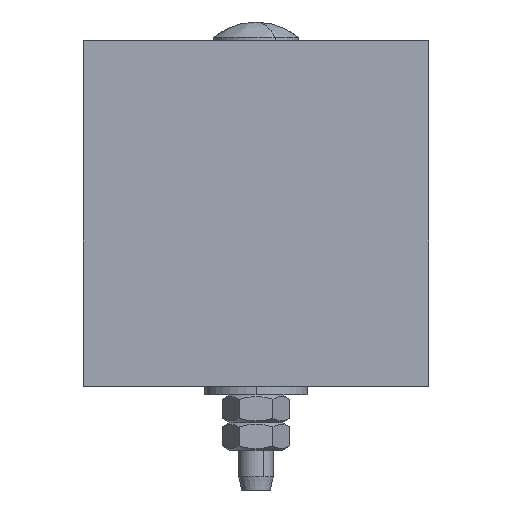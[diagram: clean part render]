
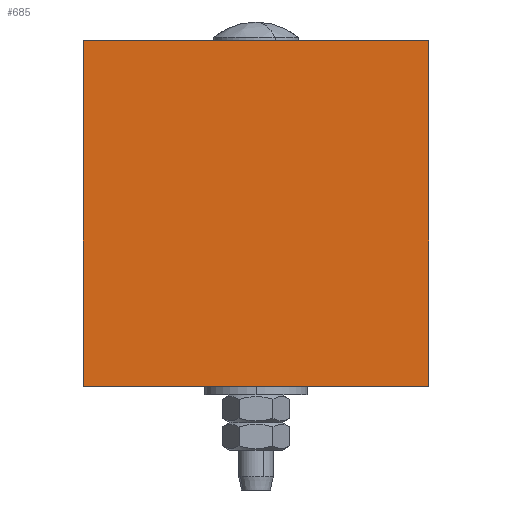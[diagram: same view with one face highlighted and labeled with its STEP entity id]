
A CAD part, front view. The second image highlights one B-rep face of the part: STEP entity #685.
In plain terms, the highlighted planar face has unit normal (0, -1, 0).
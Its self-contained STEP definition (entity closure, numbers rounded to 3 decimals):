
#10 = CARTESIAN_POINT ( 'NONE',  ( -50., 0., -50. ) ) ;
#81 = DIRECTION ( 'NONE',  ( 0., 1., 0. ) ) ;
#347 = PLANE ( 'NONE',  #1296 ) ;
#495 = ORIENTED_EDGE ( 'NONE', *, *, #1799, .F. ) ;
#583 = DIRECTION ( 'NONE',  ( 0., 0., -1. ) ) ;
#685 = ADVANCED_FACE ( 'NONE', ( #2387 ), #347, .F. ) ;
#836 = VERTEX_POINT ( 'NONE', #2820 ) ;
#865 = DIRECTION ( 'NONE',  ( 0., 0., 1. ) ) ;
#927 = VECTOR ( 'NONE', #583, 1000. ) ;
#1000 = LINE ( 'NONE', #2472, #1128 ) ;
#1028 = CARTESIAN_POINT ( 'NONE',  ( -50., 0., 50. ) ) ;
#1056 = ORIENTED_EDGE ( 'NONE', *, *, #1225, .F. ) ;
#1105 = VERTEX_POINT ( 'NONE', #1330 ) ;
#1128 = VECTOR ( 'NONE', #1147, 1000. ) ;
#1147 = DIRECTION ( 'NONE',  ( 1., 0., 0. ) ) ;
#1148 = ORIENTED_EDGE ( 'NONE', *, *, #1508, .F. ) ;
#1202 = CARTESIAN_POINT ( 'NONE',  ( 50., 0., -50. ) ) ;
#1215 = VECTOR ( 'NONE', #2761, 1000. ) ;
#1225 = EDGE_CURVE ( 'NONE', #1917, #2119, #1000, .T. ) ;
#1231 = CARTESIAN_POINT ( 'NONE',  ( 50., 0., 50. ) ) ;
#1296 = AXIS2_PLACEMENT_3D ( 'NONE', #2526, #81, #1614 ) ;
#1330 = CARTESIAN_POINT ( 'NONE',  ( -50., 0., -50. ) ) ;
#1508 = EDGE_CURVE ( 'NONE', #2119, #836, #1953, .T. ) ;
#1614 = DIRECTION ( 'NONE',  ( 0., 0., 1. ) ) ;
#1674 = EDGE_CURVE ( 'NONE', #1105, #1917, #2848, .T. ) ;
#1680 = EDGE_LOOP ( 'NONE', ( #1999, #495, #1148, #1056 ) ) ;
#1788 = LINE ( 'NONE', #1202, #1215 ) ;
#1799 = EDGE_CURVE ( 'NONE', #836, #1105, #1788, .T. ) ;
#1917 = VERTEX_POINT ( 'NONE', #1028 ) ;
#1953 = LINE ( 'NONE', #1231, #927 ) ;
#1999 = ORIENTED_EDGE ( 'NONE', *, *, #1674, .F. ) ;
#2119 = VERTEX_POINT ( 'NONE', #2384 ) ;
#2168 = VECTOR ( 'NONE', #865, 1000. ) ;
#2384 = CARTESIAN_POINT ( 'NONE',  ( 50., 0., 50. ) ) ;
#2387 = FACE_OUTER_BOUND ( 'NONE', #1680, .T. ) ;
#2472 = CARTESIAN_POINT ( 'NONE',  ( 0., 0., 50. ) ) ;
#2526 = CARTESIAN_POINT ( 'NONE',  ( 0., 0., 0. ) ) ;
#2761 = DIRECTION ( 'NONE',  ( -1., 0., 0. ) ) ;
#2820 = CARTESIAN_POINT ( 'NONE',  ( 50., 0., -50. ) ) ;
#2848 = LINE ( 'NONE', #10, #2168 ) ;
